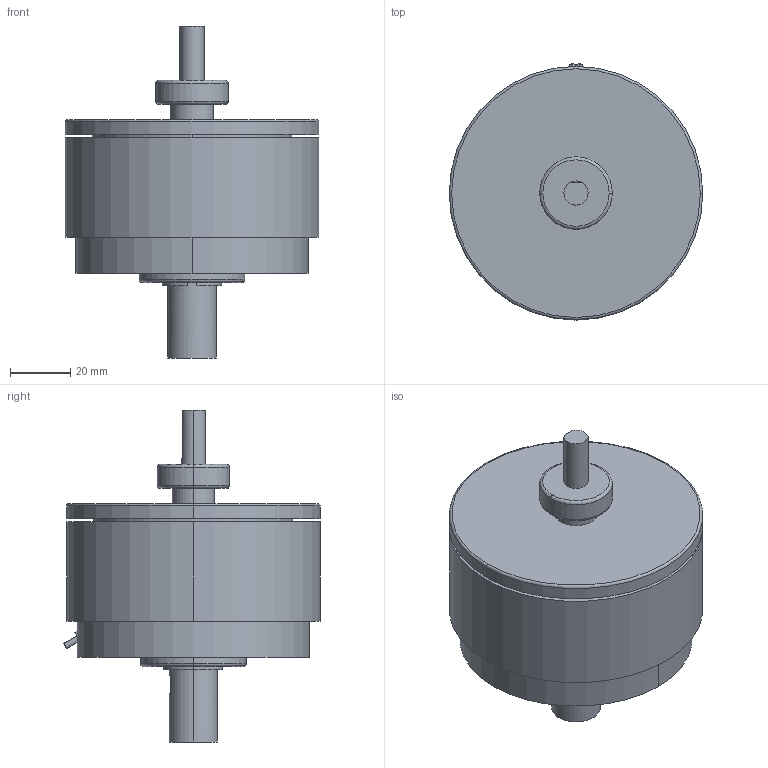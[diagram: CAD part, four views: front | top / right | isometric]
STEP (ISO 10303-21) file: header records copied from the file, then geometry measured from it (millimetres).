
FILE_DESCRIPTION (( 'STEP AP203' ), '1' );
FILE_NAME ('HC5.STEP', '2013-03-15T03:46:43', ( 'user29' ), ( '小倉クラッチ株式会社' ), 'SwSTEP 2.0', 'SolidWorks 2009', '' );
FILE_SCHEMA (( 'CONFIG_CONTROL_DESIGN' ));
Length unit declared in the file: millimetre
Products named in the file (1): HC5
Bounding box: 84 x 84.9 x 110 mm (x, y, z)
Volume: 282611.4 mm3; surface area: 32327.5 mm2
Topology: 1 solids, 1 shells, 86 faces, 191 edges, 119 vertices
Faces by surface type: cylinder 44, plane 28, torus 8, cone 6
Entity records: 2508 total; most frequent: DIRECTION 465, CARTESIAN_POINT 455, ORIENTED_EDGE 370, AXIS2_PLACEMENT_3D 197, EDGE_CURVE 185, VERTEX_POINT 119, CIRCLE 110, EDGE_LOOP 104
